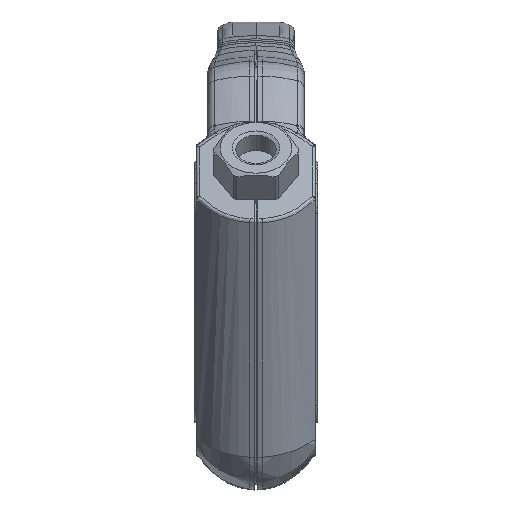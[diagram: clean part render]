
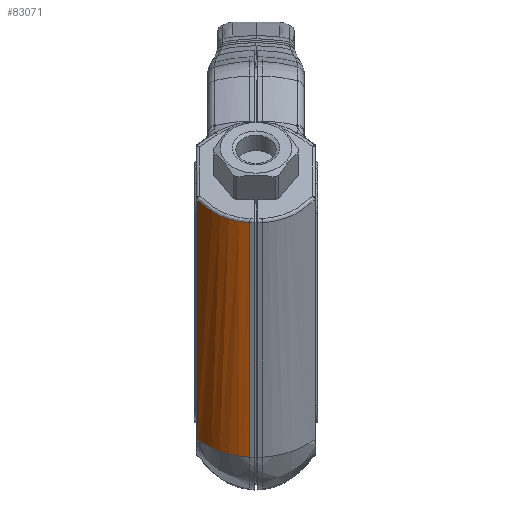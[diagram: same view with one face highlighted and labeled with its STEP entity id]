
A CAD part, top view. The second image highlights one B-rep face of the part: STEP entity #83071.
In plain terms, the highlighted free-form (B-spline) face has degree [3, 1] with [12, 2] control points.
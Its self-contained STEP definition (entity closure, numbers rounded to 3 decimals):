
#434=B_SPLINE_SURFACE_WITH_KNOTS('',3,1,((#169235,#169236),(#169237,#169238),
(#169239,#169240),(#169241,#169242),(#169243,#169244),(#169245,#169246),
(#169247,#169248),(#169249,#169250),(#169251,#169252),(#169253,#169254),
(#169255,#169256),(#169257,#169258)),.SURF_OF_LINEAR_EXTRUSION.,.F.,.F.,
 .F.,(4,1,1,1,1,1,1,1,1,4),(2,2),(0.,0.062,
0.125,0.187,0.25,0.375,
0.5,0.625,0.75,1.),
(0.,1.),.UNSPECIFIED.);
#2266=B_SPLINE_CURVE_WITH_KNOTS('',3,(#163263,#163264,#163265,#163266,#163267,
#163268,#163269,#163270,#163271,#163272,#163273,#163274),.UNSPECIFIED.,
 .F.,.F.,(4,1,1,1,1,1,1,1,1,4),(0.,0.063,
0.125,0.188,0.25,0.375,
0.5,0.625,0.75,1.),.UNSPECIFIED.);
#2342=B_SPLINE_CURVE_WITH_KNOTS('',3,(#169259,#169260,#169261,#169262),
 .UNSPECIFIED.,.F.,.F.,(4,4),(0.,1.),.UNSPECIFIED.);
#2343=B_SPLINE_CURVE_WITH_KNOTS('',3,(#169264,#169265,#169266,#169267,#169268,
#169269,#169270,#169271,#169272,#169273,#169274,#169275,#169276,#169277,
#169278,#169279,#169280,#169281,#169282,#169283),.UNSPECIFIED.,.F.,.F.,
(4,1,1,1,1,1,1,1,1,1,1,1,1,1,1,1,1,4),(0.,0.25,0.375,0.5,0.563,0.625,0.688,
0.719,0.734,0.75,0.766,0.781,0.813,0.844,0.875,0.906,0.938,
1.),.UNSPECIFIED.);
#2344=B_SPLINE_CURVE_WITH_KNOTS('',3,(#169285,#169286,#169287,#169288),
 .UNSPECIFIED.,.F.,.F.,(4,4),(0.,1.),.UNSPECIFIED.);
#7917=LINE('',#156444,#13406);
#13406=VECTOR('',#100927,1000.);
#32245=ORIENTED_EDGE('',*,*,#41103,.T.);
#32246=ORIENTED_EDGE('',*,*,#41225,.T.);
#32247=ORIENTED_EDGE('',*,*,#41341,.F.);
#32248=ORIENTED_EDGE('',*,*,#41342,.F.);
#32249=ORIENTED_EDGE('',*,*,#41343,.T.);
#41103=EDGE_CURVE('',#47037,#47036,#7917,.T.);
#41225=EDGE_CURVE('',#47036,#47113,#2266,.T.);
#41341=EDGE_CURVE('',#47185,#47113,#2342,.T.);
#41342=EDGE_CURVE('',#47186,#47185,#2343,.F.);
#41343=EDGE_CURVE('',#47186,#47037,#2344,.F.);
#47036=VERTEX_POINT('',#156443);
#47037=VERTEX_POINT('',#156445);
#47113=VERTEX_POINT('',#163275);
#47185=VERTEX_POINT('',#169263);
#47186=VERTEX_POINT('',#169284);
#52131=EDGE_LOOP('',(#32245,#32246,#32247,#32248,#32249));
#55828=FACE_BOUND('',#52131,.T.);
#83071=ADVANCED_FACE('',(#55828),#434,.F.);
#100927=DIRECTION('',(0.,-0.889,-0.459));
#156443=CARTESIAN_POINT('',(-17.354,-25.231,11.107));
#156444=CARTESIAN_POINT('',(-17.363,43.078,46.351));
#156445=CARTESIAN_POINT('',(-17.363,45.023,47.355));
#163263=CARTESIAN_POINT('',(-17.356,-25.233,11.109));
#163264=CARTESIAN_POINT('',(-17.041,-25.35,11.306));
#163265=CARTESIAN_POINT('',(-16.416,-25.589,11.708));
#163266=CARTESIAN_POINT('',(-15.663,-26.048,12.509));
#163267=CARTESIAN_POINT('',(-14.9,-26.503,13.299));
#163268=CARTESIAN_POINT('',(-13.92,-27.124,14.382));
#163269=CARTESIAN_POINT('',(-12.508,-27.83,15.599));
#163270=CARTESIAN_POINT('',(-10.611,-28.566,16.846));
#163271=CARTESIAN_POINT('',(-8.585,-29.189,17.871));
#163272=CARTESIAN_POINT('',(-5.657,-29.87,18.95));
#163273=CARTESIAN_POINT('',(-3.356,-30.186,19.382));
#163274=CARTESIAN_POINT('',(-1.798,-30.312,19.507));
#163275=CARTESIAN_POINT('',(-1.797,-30.301,19.513));
#169235=CARTESIAN_POINT('',(-17.363,45.531,47.617));
#169236=CARTESIAN_POINT('',(-17.363,-26.246,10.581));
#169237=CARTESIAN_POINT('',(-17.047,45.426,47.82));
#169238=CARTESIAN_POINT('',(-17.047,-26.351,10.785));
#169239=CARTESIAN_POINT('',(-16.422,45.213,48.234));
#169240=CARTESIAN_POINT('',(-16.422,-26.564,11.198));
#169241=CARTESIAN_POINT('',(-15.668,44.79,49.054));
#169242=CARTESIAN_POINT('',(-15.668,-26.987,12.018));
#169243=CARTESIAN_POINT('',(-14.904,44.372,49.863));
#169244=CARTESIAN_POINT('',(-14.904,-27.405,12.827));
#169245=CARTESIAN_POINT('',(-13.924,43.8,50.973));
#169246=CARTESIAN_POINT('',(-13.924,-27.977,13.937));
#169247=CARTESIAN_POINT('',(-12.512,43.155,52.222));
#169248=CARTESIAN_POINT('',(-12.512,-28.622,15.186));
#169249=CARTESIAN_POINT('',(-10.614,42.491,53.508));
#169250=CARTESIAN_POINT('',(-10.614,-29.286,16.473));
#169251=CARTESIAN_POINT('',(-8.588,41.942,54.572));
#169252=CARTESIAN_POINT('',(-8.588,-29.835,17.537));
#169253=CARTESIAN_POINT('',(-5.658,41.359,55.703));
#169254=CARTESIAN_POINT('',(-5.658,-30.418,18.667));
#169255=CARTESIAN_POINT('',(-3.357,41.116,56.173));
#169256=CARTESIAN_POINT('',(-3.357,-30.66,19.137));
#169257=CARTESIAN_POINT('',(-1.797,41.039,56.323));
#169258=CARTESIAN_POINT('',(-1.797,-30.738,19.287));
#169259=CARTESIAN_POINT('',(-1.797,38.382,54.953));
#169260=CARTESIAN_POINT('',(-1.797,15.488,43.139));
#169261=CARTESIAN_POINT('',(-1.797,-7.407,31.326));
#169262=CARTESIAN_POINT('',(-1.797,-30.301,19.513));
#169263=CARTESIAN_POINT('',(-1.797,38.382,54.952));
#169264=CARTESIAN_POINT('',(-1.797,38.382,54.952));
#169265=CARTESIAN_POINT('',(-3.382,38.458,54.798));
#169266=CARTESIAN_POINT('',(-5.738,38.782,54.355));
#169267=CARTESIAN_POINT('',(-8.773,39.665,53.293));
#169268=CARTESIAN_POINT('',(-10.502,40.375,52.481));
#169269=CARTESIAN_POINT('',(-11.886,41.08,51.685));
#169270=CARTESIAN_POINT('',(-12.824,41.634,51.065));
#169271=CARTESIAN_POINT('',(-13.534,42.12,50.528));
#169272=CARTESIAN_POINT('',(-13.995,42.476,50.139));
#169273=CARTESIAN_POINT('',(-14.239,42.675,49.922));
#169274=CARTESIAN_POINT('',(-14.438,42.846,49.737));
#169275=CARTESIAN_POINT('',(-14.549,42.943,49.633));
#169276=CARTESIAN_POINT('',(-14.749,43.119,49.444));
#169277=CARTESIAN_POINT('',(-15.021,43.361,49.188));
#169278=CARTESIAN_POINT('',(-15.408,43.695,48.838));
#169279=CARTESIAN_POINT('',(-15.864,44.096,48.42));
#169280=CARTESIAN_POINT('',(-16.316,44.476,48.028));
#169281=CARTESIAN_POINT('',(-16.864,44.846,47.664));
#169282=CARTESIAN_POINT('',(-17.192,45.021,47.493));
#169283=CARTESIAN_POINT('',(-17.35,45.101,47.406));
#169284=CARTESIAN_POINT('',(-17.35,45.101,47.406));
#169285=CARTESIAN_POINT('',(-17.363,45.023,47.355));
#169286=CARTESIAN_POINT('',(-17.361,45.051,47.37));
#169287=CARTESIAN_POINT('',(-17.357,45.077,47.387));
#169288=CARTESIAN_POINT('',(-17.35,45.101,47.406));
